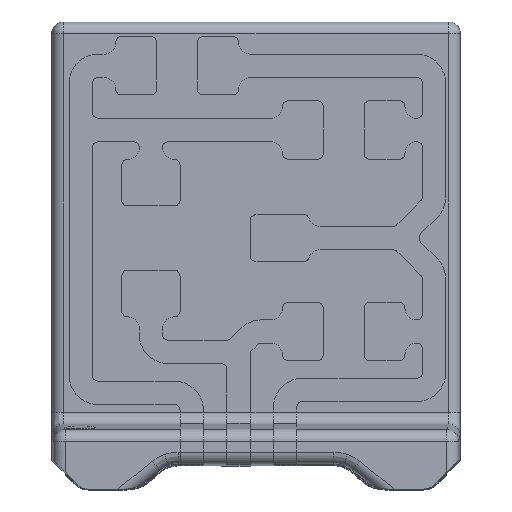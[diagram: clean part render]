
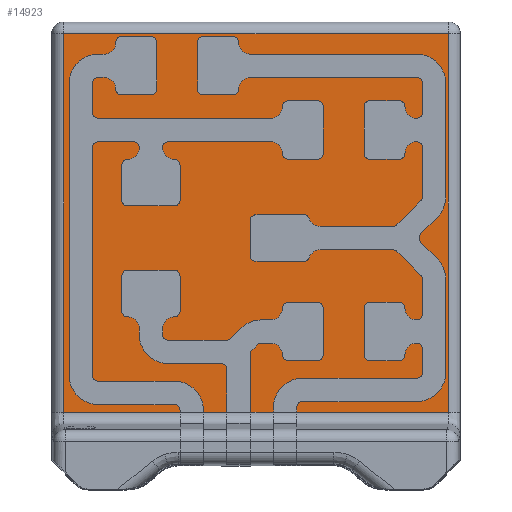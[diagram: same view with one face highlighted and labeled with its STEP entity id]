
A CAD part, top view. The second image highlights one B-rep face of the part: STEP entity #14923.
In plain terms, the highlighted planar face has unit normal (0, 0, 1).
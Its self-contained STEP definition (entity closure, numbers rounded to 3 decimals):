
#363 = VERTEX_POINT ( 'NONE', #7476 ) ;
#1134 = VECTOR ( 'NONE', #16731, 1000. ) ;
#1267 = ORIENTED_EDGE ( 'NONE', *, *, #6990, .T. ) ;
#2235 = AXIS2_PLACEMENT_3D ( 'NONE', #7838, #5421, #15515 ) ;
#2442 = CARTESIAN_POINT ( 'NONE',  ( -3.492, 7.8, 0.45 ) ) ;
#2772 = LINE ( 'NONE', #14522, #5804 ) ;
#2931 = CARTESIAN_POINT ( 'NONE',  ( -3.296, 7.8, 0.45 ) ) ;
#3251 = VECTOR ( 'NONE', #12894, 1000. ) ;
#4549 = CARTESIAN_POINT ( 'NONE',  ( -3.296, 1.131, 0.45 ) ) ;
#5421 = DIRECTION ( 'NONE',  ( 0., 0., -1. ) ) ;
#5804 = VECTOR ( 'NONE', #13308, 1000. ) ;
#6990 = EDGE_CURVE ( 'NONE', #12569, #363, #12400, .T. ) ;
#7431 = EDGE_CURVE ( 'NONE', #13091, #12569, #11996, .T. ) ;
#7476 = CARTESIAN_POINT ( 'NONE',  ( -3.296, 1.314, 0.45 ) ) ;
#7586 = CARTESIAN_POINT ( 'NONE',  ( 3.296, 8., 0.45 ) ) ;
#7753 = PLANE ( 'NONE',  #2235 ) ;
#7838 = CARTESIAN_POINT ( 'NONE',  ( -3.5, 8., 0.45 ) ) ;
#7937 = CARTESIAN_POINT ( 'NONE',  ( 3.296, 1.314, 0.45 ) ) ;
#8113 = ORIENTED_EDGE ( 'NONE', *, *, #11068, .T. ) ;
#8318 = CARTESIAN_POINT ( 'NONE',  ( 3.296, 7.8, 0.45 ) ) ;
#8967 = FACE_OUTER_BOUND ( 'NONE', #10700, .T. ) ;
#10597 = ORIENTED_EDGE ( 'NONE', *, *, #7431, .T. ) ;
#10700 = EDGE_LOOP ( 'NONE', ( #16158, #10597, #1267, #8113 ) ) ;
#11068 = EDGE_CURVE ( 'NONE', #363, #16218, #2772, .T. ) ;
#11902 = VECTOR ( 'NONE', #16451, 1000. ) ;
#11996 = LINE ( 'NONE', #2442, #3251 ) ;
#12400 = LINE ( 'NONE', #4549, #11902 ) ;
#12569 = VERTEX_POINT ( 'NONE', #2931 ) ;
#12894 = DIRECTION ( 'NONE',  ( -1., 0., 0. ) ) ;
#13091 = VERTEX_POINT ( 'NONE', #8318 ) ;
#13308 = DIRECTION ( 'NONE',  ( 1., 0., 0. ) ) ;
#14522 = CARTESIAN_POINT ( 'NONE',  ( 3.492, 1.314, 0.45 ) ) ;
#14826 = EDGE_CURVE ( 'NONE', #16218, #13091, #16648, .T. ) ;
#14923 = ADVANCED_FACE ( 'NONE', ( #8967 ), #7753, .F. ) ;
#15515 = DIRECTION ( 'NONE',  ( 0., 1., 0. ) ) ;
#16158 = ORIENTED_EDGE ( 'NONE', *, *, #14826, .T. ) ;
#16218 = VERTEX_POINT ( 'NONE', #7937 ) ;
#16451 = DIRECTION ( 'NONE',  ( 0., -1., 0. ) ) ;
#16648 = LINE ( 'NONE', #7586, #1134 ) ;
#16731 = DIRECTION ( 'NONE',  ( 0., 1., 0. ) ) ;
